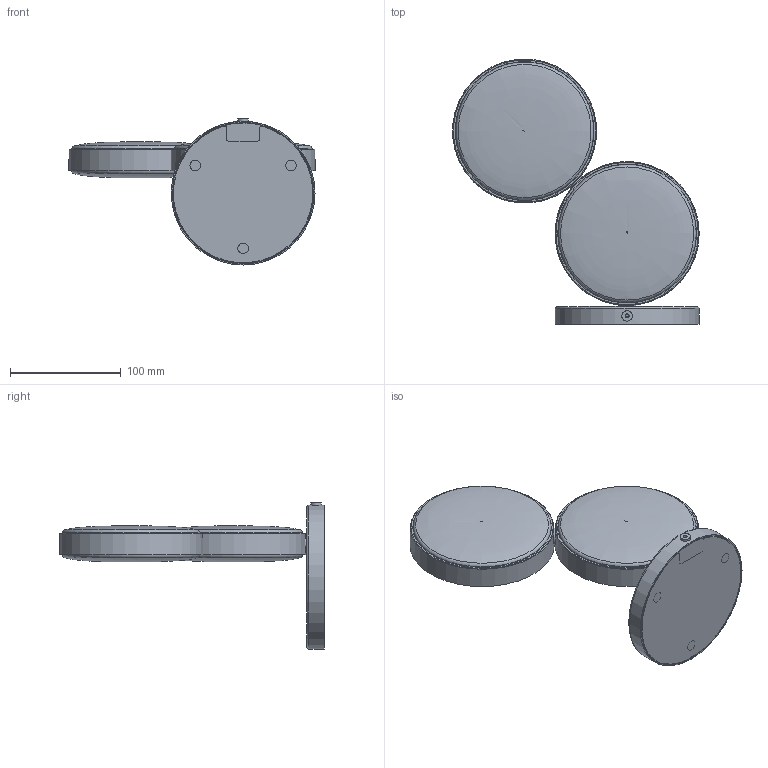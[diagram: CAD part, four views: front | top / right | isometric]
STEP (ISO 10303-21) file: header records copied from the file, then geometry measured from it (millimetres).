
FILE_DESCRIPTION(/* description */ (''),/* implementation_level */ '2;1');
FILE_NAME(/* name */ 'F439505xxxxxWL.stp',/* time_stamp */ '2020-01-14T10:41:41+01:00',/* author */ ('sghezzi'),/* organization */ (''),/* preprocessor_version */ 'ST-DEVELOPER v17.2',/* originating_system */ 'Autodesk Inventor 2019',/* authorisation */ '');
FILE_SCHEMA (('AUTOMOTIVE_DESIGN { 1 0 10303 214 3 1 1 }'));
Products named in the file (27): F439505xxxxxWL; 007439530; 007439540; 061013010; 006425010; 007439550; 063843004; 063017000; 006104380; 007439580; 065010000; 003439500; 007437720; 007437750; 003431400; 007439500; 003437700; 007437760; 007437710; 005437710; 002437700; 005431210; 005431211; 005424860; 006301801; 006437710; 005428699
Assembly tree (50 placements, depth 2):
  F439505xxxxxWL
    007439530
    007439540
    061013010
    006425010
    007439550
    063843004  x5
    063017000  x3
    006104380  x3
    007439580
    065010000  x3
    003439500
    003431400  x4
    003437700  x2
    007437760  x3
    007437720
    007437750
    007439500
    007437710
    005437710
    002437700
    005431210
    005431211
    005424860  x2
    005428699  x3
    006301801  x4
    006437710  x3
Bounding box: 222.72 x 239.85 x 132 mm (x, y, z)
Volume: 414930.8 mm3; surface area: 295135.9 mm2
Topology: 50 solids, 50 shells, 3853 faces, 9162 edges, 5436 vertices
Faces by surface type: cylinder 1300, bspline 1179, plane 997, sphere 132, torus 127, cone 118
Full cylindrical faces by diameter (mm): 1.35 x2, 1.8 x2, 2.459 x13, 3 x12, 3.1 x4, 3.2 x6, 3.242 x7, 3.5 x4, 3.8 x5, 4 x6, 4.2 x2, 4.3 x3, 4.5 x5, 5 x17, 5.5 x4, 6 x16, 6.917 x3, 7 x2, 7.6 x3, 8.5 x1, 9.5 x1, 10 x3, 10.2 x6, 10.5 x3, 12.5 x3, 13 x2, 15.5 x6, 16.5 x3, 100 x1, 118.6 x1
Entity records: 278170 total; most frequent: CARTESIAN_POINT 199234, ORIENTED_EDGE 16584, DIRECTION 16315, EDGE_CURVE 8292, AXIS2_PLACEMENT_3D 6841, VERTEX_POINT 4928, EDGE_LOOP 3774, CIRCLE 3683
